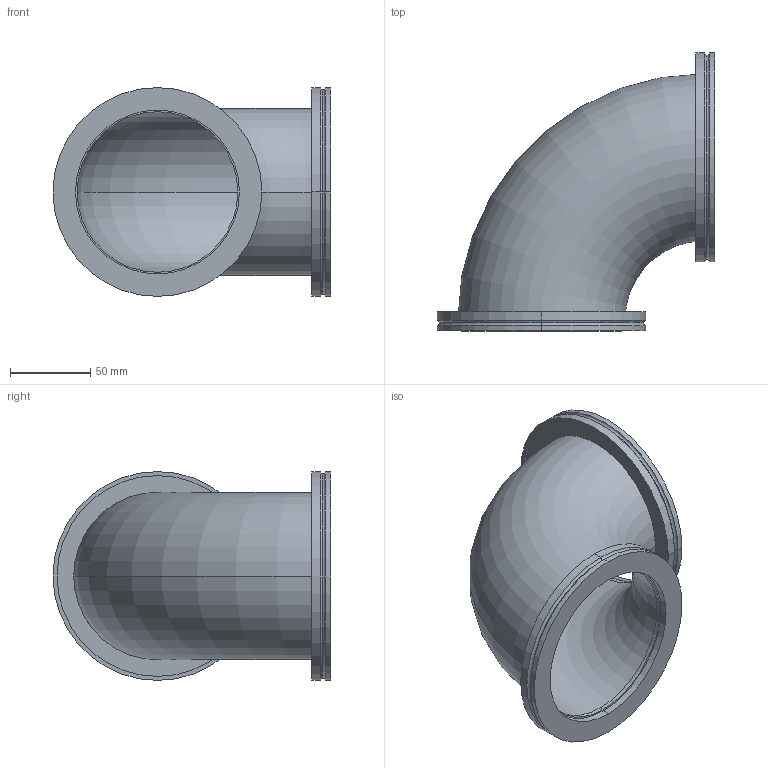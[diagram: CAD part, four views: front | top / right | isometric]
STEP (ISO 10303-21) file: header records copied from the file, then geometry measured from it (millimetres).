
FILE_DESCRIPTION (( 'STEP AP214' ), '1' );
FILE_NAME ('320RRB100-90.stp', '2017-06-01T09:27:19', ( '' ), ( '' ), 'SwSTEP 2.0', 'SolidWorks 2015', '' );
FILE_SCHEMA (( 'AUTOMOTIVE_DESIGN' ));
Length unit declared in the file: millimetre
Products named in the file (1): 320RRB100-90
Bounding box: 173 x 173 x 130 mm (x, y, z)
Volume: 207941 mm3; surface area: 141142.4 mm2
Topology: 1 solids, 1 shells, 46 faces, 94 edges, 58 vertices
Faces by surface type: cylinder 24, torus 12, plane 10
Entity records: 1780 total; most frequent: DIRECTION 258, CARTESIAN_POINT 199, ORIENTED_EDGE 188, AXIS2_PLACEMENT_3D 117, EDGE_CURVE 94, CIRCLE 70, VERTEX_POINT 58, EDGE_LOOP 56
